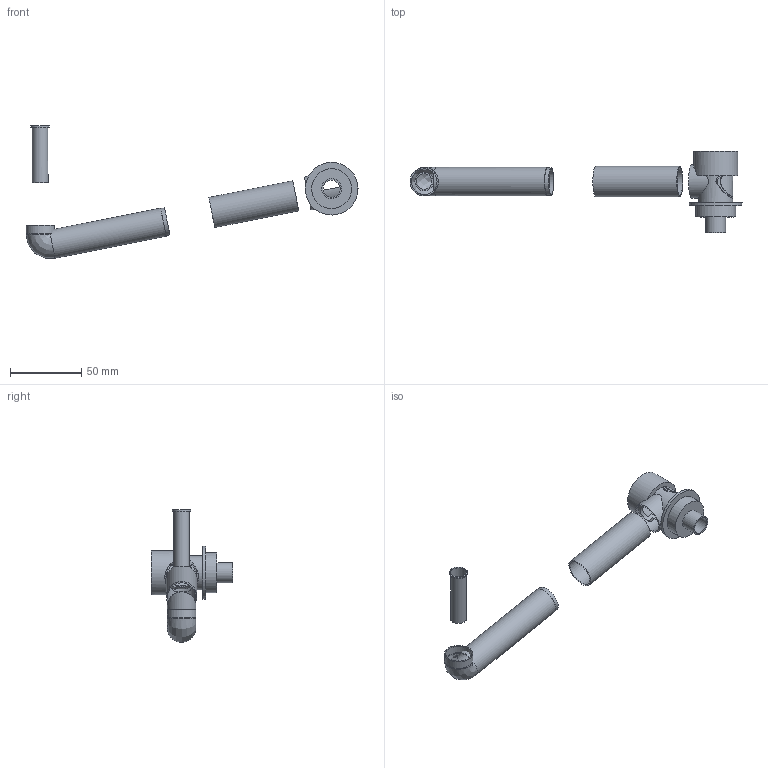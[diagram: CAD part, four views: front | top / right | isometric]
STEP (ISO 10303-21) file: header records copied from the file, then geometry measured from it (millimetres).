
FILE_DESCRIPTION(/* description */ (''),/* implementation_level */ '2;1');
FILE_NAME(/* name */ 'Transfer tube (bended version).stp',/* time_stamp */ '2020-08-23T23:44:23-04:00',/* author */ ('Bruno'),/* organization */ (''),/* preprocessor_version */ 'ST-DEVELOPER v18.1',/* originating_system */ 'Autodesk Inventor 2020',/* authorisation */ '');
FILE_SCHEMA (('CONFIG_CONTROL_DESIGN'));
Length unit declared in the file: millimetre
Products named in the file (1): Transfer tube-bend
Bounding box: 232.67 x 57 x 92.84 mm (x, y, z)
Volume: 27951.1 mm3; surface area: 41867.6 mm2
Topology: 3 solids, 3 shells, 62 faces, 180 edges, 124 vertices
Faces by surface type: cylinder 32, plane 21, cone 7, bspline 2
Full cylindrical faces by diameter (mm): 11 x1, 12 x1, 12.877 x1, 14 x1, 17.53 x2, 18 x2, 19.43 x1, 19.53 x1, 19.9 x1, 20 x2, 21.43 x1, 21.53 x1, 23.43 x1, 24 x1, 26 x1, 28 x1, 31 x1, 37 x1
Entity records: 2599 total; most frequent: CARTESIAN_POINT 862, DIRECTION 370, ORIENTED_EDGE 352, EDGE_CURVE 176, AXIS2_PLACEMENT_3D 161, VERTEX_POINT 124, CIRCLE 92, EDGE_LOOP 74
